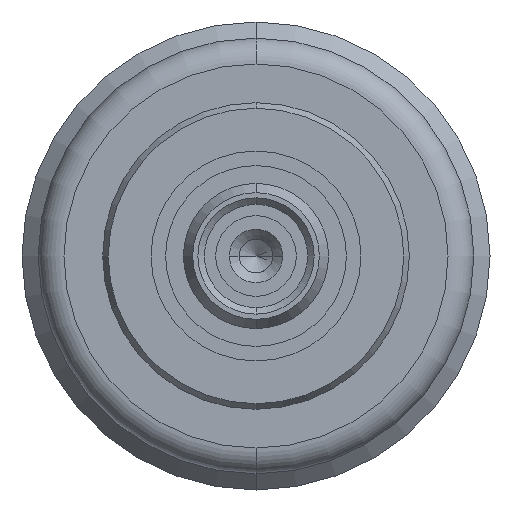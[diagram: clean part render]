
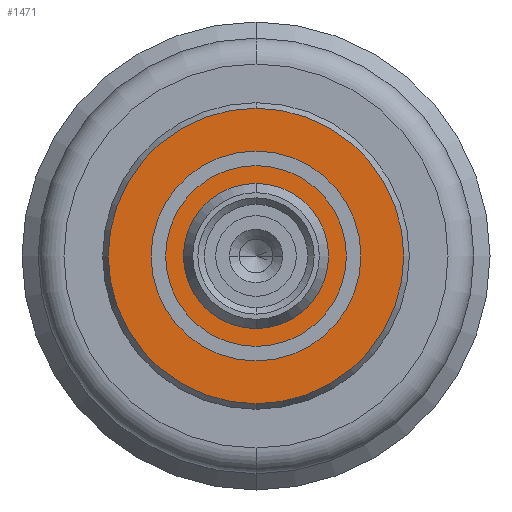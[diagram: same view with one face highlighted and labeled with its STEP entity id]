
A CAD part, front view. The second image highlights one B-rep face of the part: STEP entity #1471.
In plain terms, the highlighted planar face has unit normal (0, -1, 0).
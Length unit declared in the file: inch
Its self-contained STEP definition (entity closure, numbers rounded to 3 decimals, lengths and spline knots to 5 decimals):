
#62 = EDGE_CURVE ( 'NONE', #2102, #2614, #309, .T. ) ;
#98 = EDGE_CURVE ( 'NONE', #2110, #2133, #2863, .T. ) ;
#184 = EDGE_LOOP ( 'NONE', ( #2065, #2297 ) ) ;
#309 = CIRCLE ( 'NONE', #1823, 0.08858 ) ;
#323 = DIRECTION ( 'NONE',  ( 0., -1., 0. ) ) ;
#343 = CARTESIAN_POINT ( 'NONE',  ( 0., -0.05906, 0. ) ) ;
#399 = CARTESIAN_POINT ( 'NONE',  ( 0., -0.05906, -0.18019 ) ) ;
#434 = DIRECTION ( 'NONE',  ( 0., 0., -1. ) ) ;
#458 = CARTESIAN_POINT ( 'NONE',  ( 0., -0.05906, 0. ) ) ;
#538 = DIRECTION ( 'NONE',  ( 0., -1., 0. ) ) ;
#543 = DIRECTION ( 'NONE',  ( 0., 0., -1. ) ) ;
#570 = CARTESIAN_POINT ( 'NONE',  ( 0., -0.05906, -0.08858 ) ) ;
#603 = CARTESIAN_POINT ( 'NONE',  ( 0., -0.05906, 0.08858 ) ) ;
#750 = DIRECTION ( 'NONE',  ( 0., 0., -1. ) ) ;
#754 = PLANE ( 'NONE',  #1564 ) ;
#771 = CARTESIAN_POINT ( 'NONE',  ( 0., -0.05906, 0. ) ) ;
#791 = DIRECTION ( 'NONE',  ( 0., -1., 0. ) ) ;
#1220 = EDGE_LOOP ( 'NONE', ( #2036, #2064 ) ) ;
#1471 = ADVANCED_FACE ( 'NONE', ( #2641, #2647 ), #754, .T. ) ;
#1564 = AXIS2_PLACEMENT_3D ( 'NONE', #771, #791, #750 ) ;
#1615 = AXIS2_PLACEMENT_3D ( 'NONE', #458, #538, #543 ) ;
#1616 = AXIS2_PLACEMENT_3D ( 'NONE', #343, #323, #434 ) ;
#1749 = EDGE_CURVE ( 'NONE', #2614, #2102, #3479, .T. ) ;
#1750 = EDGE_CURVE ( 'NONE', #2133, #2110, #3420, .T. ) ;
#1823 = AXIS2_PLACEMENT_3D ( 'NONE', #3016, #3013, #3003 ) ;
#1842 = AXIS2_PLACEMENT_3D ( 'NONE', #3129, #3116, #3109 ) ;
#2036 = ORIENTED_EDGE ( 'NONE', *, *, #1750, .T. ) ;
#2064 = ORIENTED_EDGE ( 'NONE', *, *, #98, .T. ) ;
#2065 = ORIENTED_EDGE ( 'NONE', *, *, #1749, .F. ) ;
#2102 = VERTEX_POINT ( 'NONE', #570 ) ;
#2110 = VERTEX_POINT ( 'NONE', #399 ) ;
#2133 = VERTEX_POINT ( 'NONE', #3594 ) ;
#2297 = ORIENTED_EDGE ( 'NONE', *, *, #62, .F. ) ;
#2614 = VERTEX_POINT ( 'NONE', #603 ) ;
#2641 = FACE_OUTER_BOUND ( 'NONE', #1220, .T. ) ;
#2647 = FACE_BOUND ( 'NONE', #184, .T. ) ;
#2863 = CIRCLE ( 'NONE', #1842, 0.18019 ) ;
#3003 = DIRECTION ( 'NONE',  ( 0., 0., -1. ) ) ;
#3013 = DIRECTION ( 'NONE',  ( 0., -1., 0. ) ) ;
#3016 = CARTESIAN_POINT ( 'NONE',  ( 0., -0.05906, 0. ) ) ;
#3109 = DIRECTION ( 'NONE',  ( 0., 0., -1. ) ) ;
#3116 = DIRECTION ( 'NONE',  ( 0., -1., 0. ) ) ;
#3129 = CARTESIAN_POINT ( 'NONE',  ( 0., -0.05906, 0. ) ) ;
#3420 = CIRCLE ( 'NONE', #1616, 0.18019 ) ;
#3479 = CIRCLE ( 'NONE', #1615, 0.08858 ) ;
#3594 = CARTESIAN_POINT ( 'NONE',  ( 0., -0.05906, 0.18019 ) ) ;
